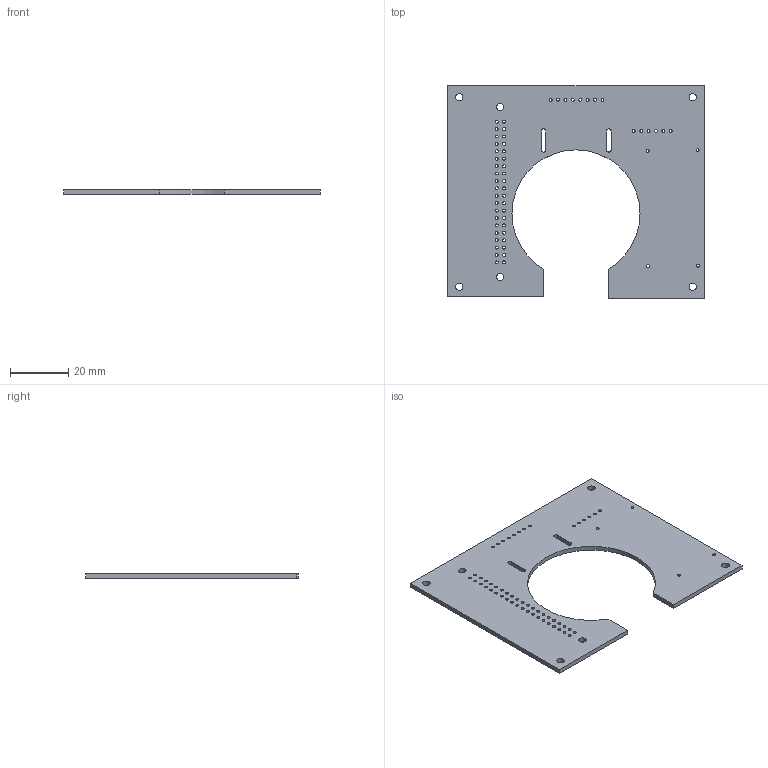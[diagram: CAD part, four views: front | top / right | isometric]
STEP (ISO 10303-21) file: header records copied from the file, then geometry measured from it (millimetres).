
FILE_DESCRIPTION(('KiCad electronic assembly'),'2;1');
FILE_NAME('CubeSat.step','2022-09-23T14:29:32',('Pcbnew'),('Kicad'), 'Open CASCADE STEP processor 7.6','KiCad to STEP converter','Unknown' );
FILE_SCHEMA(('AUTOMOTIVE_DESIGN { 1 0 10303 214 1 1 1 1 }'));
Length unit declared in the file: millimetre
Products named in the file (2): CubeSat 1; CubeSat PCB
Assembly tree (1 placements, depth 2):
  CubeSat 1
    CubeSat PCB
Bounding box: 88 x 73 x 1.6 mm (x, y, z)
Volume: 7390.7 mm3; surface area: 10356.2 mm2
Topology: 1 solids, 1 shells, 82 faces, 240 edges, 160 vertices
Faces by surface type: cylinder 69, plane 13
Full cylindrical faces by diameter (mm): 1 x58, 2.5 x6
Entity records: 6233 total; most frequent: DIRECTION 1026, CARTESIAN_POINT 964, ORIENTED_EDGE 480, PCURVE 480, DEFINITIONAL_REPRESENTATION 480, LINE 444, VECTOR 444, CIRCLE 276
